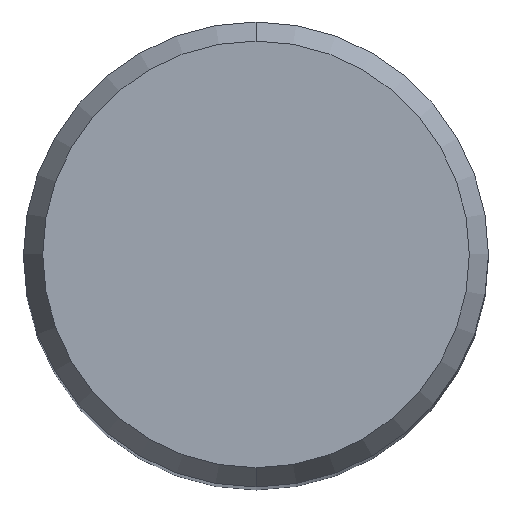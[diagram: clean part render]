
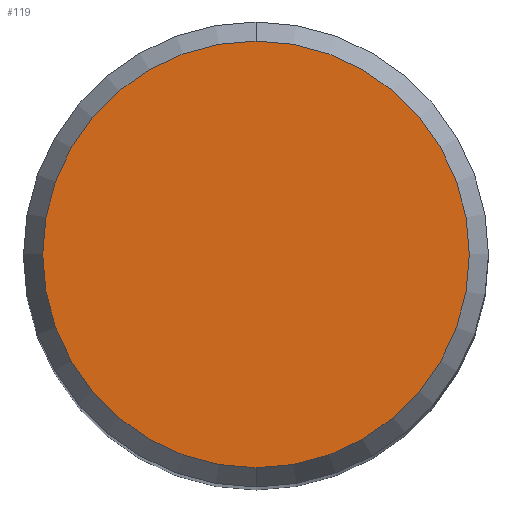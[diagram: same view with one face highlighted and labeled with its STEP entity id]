
A CAD part, top view. The second image highlights one B-rep face of the part: STEP entity #119.
In plain terms, the highlighted planar face has unit normal (0, 0, 1).
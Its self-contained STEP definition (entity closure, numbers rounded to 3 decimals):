
#119=ADVANCED_FACE('',(#264),#265,.T.);
#137=VERTEX_POINT('',#284);
#163=EDGE_CURVE('',#137,#187,#311,.T.);
#183=EDGE_CURVE('',#187,#137,#335,.T.);
#187=VERTEX_POINT('',#340);
#264=FACE_OUTER_BOUND('',#426,.T.);
#265=PLANE('',#427);
#284=CARTESIAN_POINT('',(0.0,5.104,0.0));
#311=CIRCLE('',#486,5.104);
#335=CIRCLE('',#516,5.104);
#340=CARTESIAN_POINT('',(0.,-5.104,0.0));
#426=EDGE_LOOP('',(#600,#601));
#427=AXIS2_PLACEMENT_3D('',#602,#603,#604);
#486=AXIS2_PLACEMENT_3D('',#643,#644,#645);
#516=AXIS2_PLACEMENT_3D('',#683,#684,#685);
#600=ORIENTED_EDGE('',*,*,#163,.F.);
#601=ORIENTED_EDGE('',*,*,#183,.F.);
#602=CARTESIAN_POINT('',(0.0,2.552,0.0));
#603=DIRECTION('',(-0.0,0.0,1.0));
#604=DIRECTION('',(0.0,-1.0,0.0));
#643=CARTESIAN_POINT('',(0.0,0.0,0.0));
#644=DIRECTION('',(0.0,0.0,-1.0));
#645=DIRECTION('',(0.0,1.0,0.0));
#683=CARTESIAN_POINT('',(0.0,0.0,0.0));
#684=DIRECTION('',(0.0,0.0,-1.0));
#685=DIRECTION('',(0.0,1.0,0.0));
